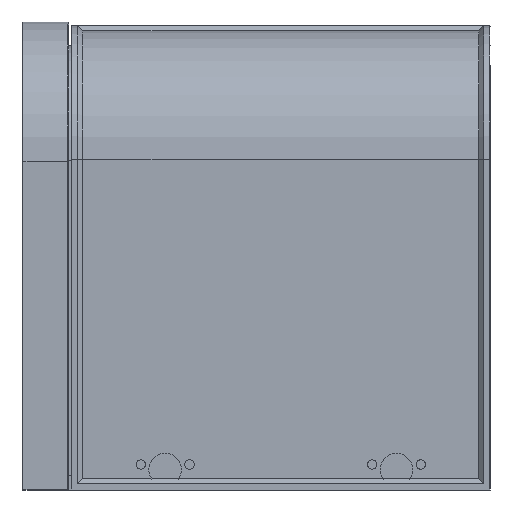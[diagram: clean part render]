
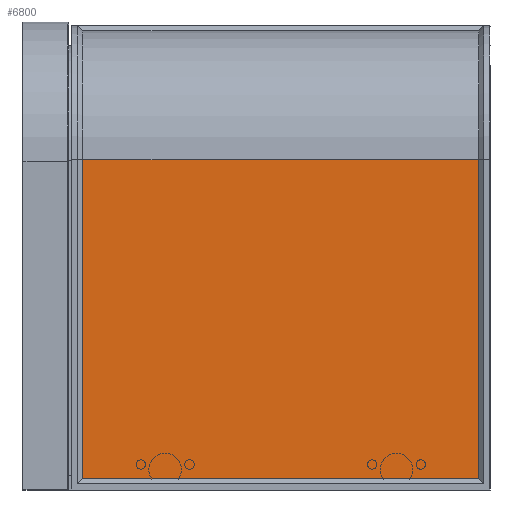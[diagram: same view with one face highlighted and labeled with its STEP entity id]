
A CAD part, left-side view. The second image highlights one B-rep face of the part: STEP entity #6800.
In plain terms, the highlighted planar face has unit normal (-1, 0, 0).
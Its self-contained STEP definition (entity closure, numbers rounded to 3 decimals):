
#339 = AXIS2_PLACEMENT_3D ( 'NONE', #5330, #5959, #6552 ) ;
#404 = EDGE_CURVE ( 'NONE', #6982, #4579, #1098, .T. ) ;
#802 = ORIENTED_EDGE ( 'NONE', *, *, #7212, .F. ) ;
#1098 = LINE ( 'NONE', #2430, #2083 ) ;
#1670 = DIRECTION ( 'NONE',  ( 0., -1., 0. ) ) ;
#1727 = CARTESIAN_POINT ( 'NONE',  ( -77.5, 12., -236. ) ) ;
#2083 = VECTOR ( 'NONE', #3012, 1000. ) ;
#2114 = CARTESIAN_POINT ( 'NONE',  ( -77.5, 12., 105. ) ) ;
#2186 = EDGE_CURVE ( 'NONE', #3645, #6982, #4100, .T. ) ;
#2262 = LINE ( 'NONE', #7335, #5815 ) ;
#2430 = CARTESIAN_POINT ( 'NONE',  ( -77.5, 6.5, -236. ) ) ;
#2793 = EDGE_CURVE ( 'NONE', #4579, #4760, #4029, .T. ) ;
#3012 = DIRECTION ( 'NONE',  ( 0., -1., 0. ) ) ;
#3408 = CARTESIAN_POINT ( 'NONE',  ( -77.5, 12., 105. ) ) ;
#3522 = PLANE ( 'NONE',  #339 ) ;
#3645 = VERTEX_POINT ( 'NONE', #5636 ) ;
#4029 = LINE ( 'NONE', #2114, #6793 ) ;
#4100 = LINE ( 'NONE', #6670, #7782 ) ;
#4542 = CARTESIAN_POINT ( 'NONE',  ( -77.5, 435., -236. ) ) ;
#4579 = VERTEX_POINT ( 'NONE', #1727 ) ;
#4760 = VERTEX_POINT ( 'NONE', #3408 ) ;
#5073 = ORIENTED_EDGE ( 'NONE', *, *, #2793, .T. ) ;
#5191 = DIRECTION ( 'NONE',  ( 0., 0., -1. ) ) ;
#5330 = CARTESIAN_POINT ( 'NONE',  ( -77.5, 961.831, -241.5 ) ) ;
#5574 = ORIENTED_EDGE ( 'NONE', *, *, #2186, .T. ) ;
#5636 = CARTESIAN_POINT ( 'NONE',  ( -77.5, 435., 105. ) ) ;
#5815 = VECTOR ( 'NONE', #1670, 1000. ) ;
#5959 = DIRECTION ( 'NONE',  ( -1., 0., 0. ) ) ;
#6082 = FACE_OUTER_BOUND ( 'NONE', #6762, .T. ) ;
#6552 = DIRECTION ( 'NONE',  ( 0., 0., 1. ) ) ;
#6670 = CARTESIAN_POINT ( 'NONE',  ( -77.5, 435., -241.5 ) ) ;
#6762 = EDGE_LOOP ( 'NONE', ( #8187, #5073, #802, #5574 ) ) ;
#6793 = VECTOR ( 'NONE', #7850, 1000. ) ;
#6800 = ADVANCED_FACE ( 'NONE', ( #6082 ), #3522, .T. ) ;
#6982 = VERTEX_POINT ( 'NONE', #4542 ) ;
#7212 = EDGE_CURVE ( 'NONE', #3645, #4760, #2262, .T. ) ;
#7335 = CARTESIAN_POINT ( 'NONE',  ( -77.5, 961.831, 105. ) ) ;
#7782 = VECTOR ( 'NONE', #5191, 1000. ) ;
#7850 = DIRECTION ( 'NONE',  ( 0., 0., 1. ) ) ;
#8187 = ORIENTED_EDGE ( 'NONE', *, *, #404, .T. ) ;
